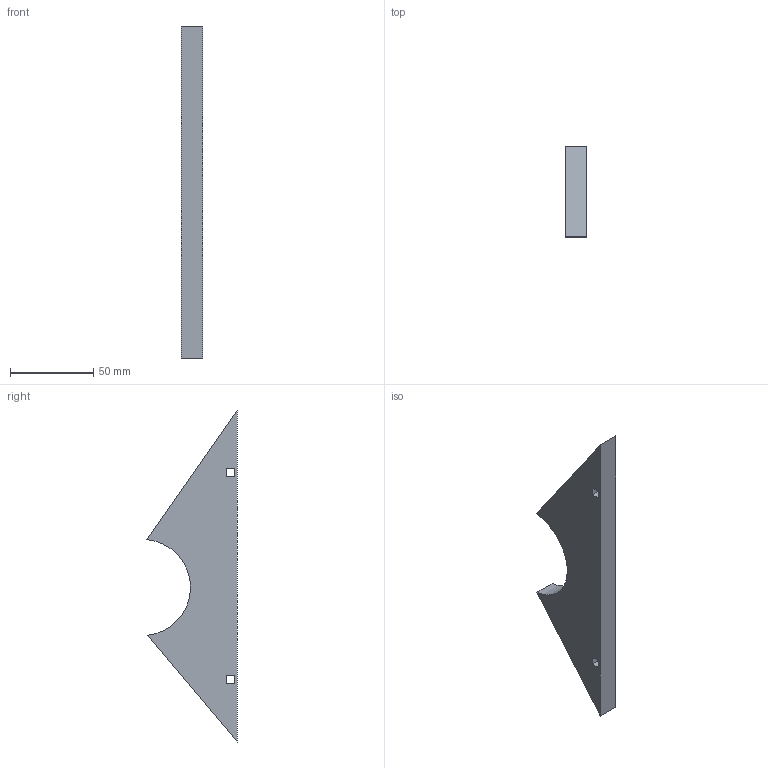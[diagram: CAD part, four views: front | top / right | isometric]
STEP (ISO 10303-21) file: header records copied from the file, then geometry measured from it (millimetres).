
FILE_DESCRIPTION(/* description */ (''),/* implementation_level */ '2;1');
FILE_NAME(/* name */ 'wall_spacer.step',/* time_stamp */ '2025-05-04T16:48:40+02:00',/* author */ (''),/* organization */ (''),/* preprocessor_version */ 'ST-DEVELOPER v20.1',/* originating_system */ 'Autodesk Translation Framework v14.4.0.0',/* authorisation */ '');
FILE_SCHEMA (('AUTOMOTIVE_DESIGN { 1 0 10303 214 3 1 1 }'));
Length unit declared in the file: millimetre
Products named in the file (1): wall_spacer
Bounding box: 13.2 x 54.44 x 200 mm (x, y, z)
Volume: 76340.4 mm3; surface area: 18222.7 mm2
Topology: 1 solids, 1 shells, 14 faces, 36 edges, 24 vertices
Faces by surface type: plane 13, cylinder 1
Entity records: 470 total; most frequent: CARTESIAN_POINT 75, ORIENTED_EDGE 72, DIRECTION 68, EDGE_CURVE 36, LINE 34, VECTOR 34, VERTEX_POINT 24, EDGE_LOOP 18
